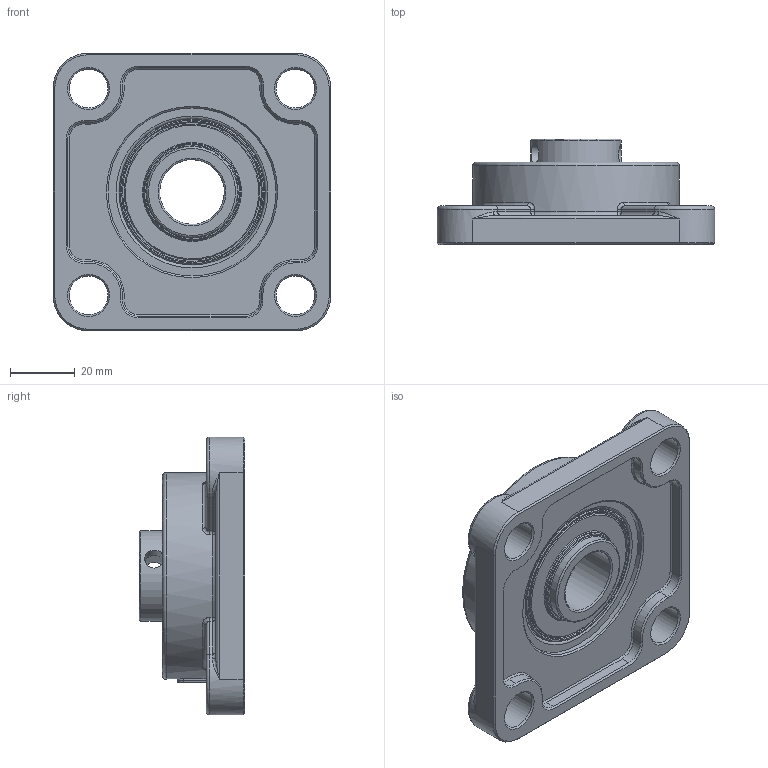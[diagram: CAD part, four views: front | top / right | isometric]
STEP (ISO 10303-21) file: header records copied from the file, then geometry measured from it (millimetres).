
FILE_DESCRIPTION(/* description */ (''),/* implementation_level */ '2;1');
FILE_NAME(/* name */ 'SF+SUC-204.stp',/* time_stamp */ '2023-07-21T15:51:39+03:00',/* author */ ('11700K'),/* organization */ (''),/* preprocessor_version */ 'ST-DEVELOPER v18.1',/* originating_system */ 'Autodesk Inventor 2021',/* authorisation */ '');
FILE_SCHEMA (('AUTOMOTIVE_DESIGN { 1 0 10303 214 3 1 1 }'));
Length unit declared in the file: millimetre
Products named in the file (3): Assembly42; SF 204_A; SUC-204
Assembly tree (2 placements, depth 2):
  Assembly42
    SF 204_A
    SUC-204
Bounding box: 86 x 32.72 x 86 mm (x, y, z)
Volume: 88127.1 mm3; surface area: 31003.9 mm2
Topology: 2 solids, 2 shells, 238 faces, 554 edges, 322 vertices
Faces by surface type: cylinder 71, plane 55, cone 47, torus 37, bspline 20, sphere 8
Full cylindrical faces by diameter (mm): 6 x3, 12 x4, 20 x1, 28 x2, 30 x2, 42 x2, 43 x2, 52.056 x1, 54 x1, 64 x1
Entity records: 7907 total; most frequent: CARTESIAN_POINT 2291, DIRECTION 1232, ORIENTED_EDGE 1092, EDGE_CURVE 546, AXIS2_PLACEMENT_3D 513, VERTEX_POINT 322, CIRCLE 290, EDGE_LOOP 266
